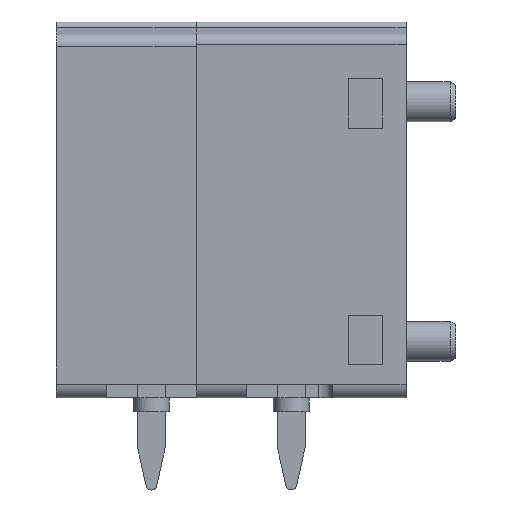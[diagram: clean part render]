
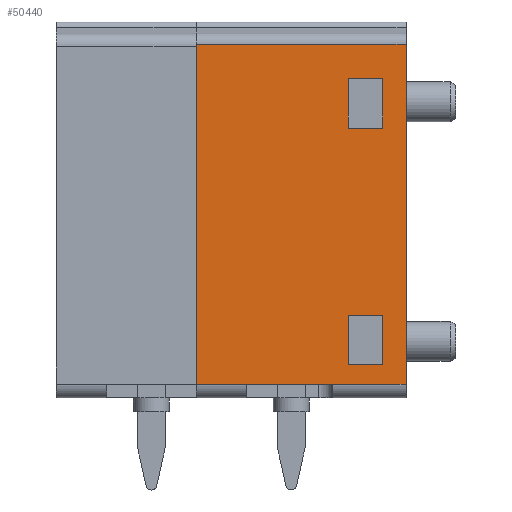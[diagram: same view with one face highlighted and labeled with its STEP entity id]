
A CAD part, front view. The second image highlights one B-rep face of the part: STEP entity #50440.
In plain terms, the highlighted planar face has unit normal (0, -1, 0).
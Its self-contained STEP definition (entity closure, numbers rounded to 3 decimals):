
#24310=CARTESIAN_POINT('',(-50.958,23.741,0.));
#24320=VERTEX_POINT('',#24310);
#24480=CARTESIAN_POINT('',(-50.958,23.741,7.62));
#24490=VERTEX_POINT('',#24480);
#24520=CARTESIAN_POINT('',(-50.958,23.741,0.));
#24530=DIRECTION('',(0.,0.,1.));
#24540=VECTOR('',#24530,1.);
#24550=LINE('',#24520,#24540);
#24560=EDGE_CURVE('',#24320,#24490,#24550,.T.);
#26090=CARTESIAN_POINT('',(-49.703,23.741,5.52));
#26100=VERTEX_POINT('',#26090);
#26150=CARTESIAN_POINT('',(-49.703,23.741,0.));
#26160=DIRECTION('',(0.,0.,1.));
#26170=VECTOR('',#26160,1.);
#26180=LINE('',#26150,#26170);
#26190=CARTESIAN_POINT('',(-49.703,23.741,6.78));
#26200=VERTEX_POINT('',#26190);
#26210=EDGE_CURVE('',#26100,#26200,#26180,.T.);
#26580=CARTESIAN_POINT('',(-47.903,23.741,6.78));
#26590=VERTEX_POINT('',#26580);
#26620=CARTESIAN_POINT('',(-47.903,23.741,0.));
#26630=DIRECTION('',(0.,0.,1.));
#26640=VECTOR('',#26630,1.);
#26650=LINE('',#26620,#26640);
#26660=CARTESIAN_POINT('',(-47.903,23.741,5.52));
#26670=VERTEX_POINT('',#26660);
#26680=EDGE_CURVE('',#26670,#26590,#26650,.T.);
#30080=CARTESIAN_POINT('',(0.,23.741,6.78));
#30090=DIRECTION('',(-1.,0.,0.));
#30100=VECTOR('',#30090,1.);
#30110=LINE('',#30080,#30100);
#30120=EDGE_CURVE('',#26590,#26200,#30110,.T.);
#33330=CARTESIAN_POINT('',(-41.103,23.741,5.52));
#33340=VERTEX_POINT('',#33330);
#33390=CARTESIAN_POINT('',(-41.103,23.741,0.));
#33400=DIRECTION('',(0.,0.,1.));
#33410=VECTOR('',#33400,1.);
#33420=LINE('',#33390,#33410);
#33430=CARTESIAN_POINT('',(-41.103,23.741,6.78));
#33440=VERTEX_POINT('',#33430);
#33450=EDGE_CURVE('',#33340,#33440,#33420,.T.);
#36930=CARTESIAN_POINT('',(-39.303,23.741,5.52));
#36940=VERTEX_POINT('',#36930);
#36970=CARTESIAN_POINT('',(0.,23.741,5.52));
#36980=DIRECTION('',(-1.,0.,0.));
#36990=VECTOR('',#36980,1.);
#37000=LINE('',#36970,#36990);
#37010=EDGE_CURVE('',#36940,#33340,#37000,.T.);
#41500=CARTESIAN_POINT('',(-38.608,23.741,7.62));
#41510=VERTEX_POINT('',#41500);
#41540=CARTESIAN_POINT('',(0.,23.741,7.62));
#41550=DIRECTION('',(-1.,0.,0.));
#41560=VECTOR('',#41550,1.);
#41570=LINE('',#41540,#41560);
#41580=EDGE_CURVE('',#41510,#24490,#41570,.T.);
#43190=CARTESIAN_POINT('',(0.,23.741,6.78));
#43200=DIRECTION('',(1.,0.,0.));
#43210=VECTOR('',#43200,1.);
#43220=LINE('',#43190,#43210);
#43230=CARTESIAN_POINT('',(-39.303,23.741,6.78));
#43240=VERTEX_POINT('',#43230);
#43250=EDGE_CURVE('',#33440,#43240,#43220,.T.);
#46360=CARTESIAN_POINT('',(-38.608,23.741,1.82));
#46370=VERTEX_POINT('',#46360);
#46400=CARTESIAN_POINT('',(-38.608,23.741,0.));
#46410=DIRECTION('',(0.,0.,-1.));
#46420=VECTOR('',#46410,1.);
#46430=LINE('',#46400,#46420);
#46440=CARTESIAN_POINT('',(-38.608,23.741,4.95));
#46450=VERTEX_POINT('',#46440);
#46460=EDGE_CURVE('',#46450,#46370,#46430,.T.);
#47670=CARTESIAN_POINT('',(0.,23.741,5.52));
#47680=DIRECTION('',(-1.,0.,0.));
#47690=VECTOR('',#47680,1.);
#47700=LINE('',#47670,#47690);
#47710=EDGE_CURVE('',#26670,#26100,#47700,.T.);
#49970=CARTESIAN_POINT('',(-47.6,23.741,
5.307));
#49980=DIRECTION('',(0.,-1.,0.));
#49990=DIRECTION('',(1.,0.,0.));
#50000=AXIS2_PLACEMENT_3D('',#49970,#49980,#49990);
#50010=PLANE('',#50000);
#50020=ORIENTED_EDGE('',*,*,#46460,.F.);
#50030=CARTESIAN_POINT('',(-38.608,23.741,0.));
#50040=DIRECTION('',(0.,0.,-1.));
#50050=VECTOR('',#50040,1.);
#50060=LINE('',#50030,#50050);
#50070=CARTESIAN_POINT('',(-38.608,23.741,0.));
#50080=VERTEX_POINT('',#50070);
#50090=EDGE_CURVE('',#46370,#50080,#50060,.T.);
#50100=ORIENTED_EDGE('',*,*,#50090,.F.);
#50110=CARTESIAN_POINT('',(0.,23.741,0.));
#50120=DIRECTION('',(1.,0.,0.));
#50130=VECTOR('',#50120,1.);
#50140=LINE('',#50110,#50130);
#50150=EDGE_CURVE('',#24320,#50080,#50140,.T.);
#50160=ORIENTED_EDGE('',*,*,#50150,.T.);
#50170=ORIENTED_EDGE('',*,*,#24560,.F.);
#50180=ORIENTED_EDGE('',*,*,#41580,.T.);
#50190=CARTESIAN_POINT('',(-38.608,23.741,0.));
#50200=DIRECTION('',(0.,0.,-1.));
#50210=VECTOR('',#50200,1.);
#50220=LINE('',#50190,#50210);
#50230=EDGE_CURVE('',#41510,#46450,#50220,.T.);
#50240=ORIENTED_EDGE('',*,*,#50230,.F.);
#50250=EDGE_LOOP('',(#50240,#50180,#50170,#50160,#50100,#50020));
#50260=FACE_OUTER_BOUND('',#50250,.T.);
#50270=ORIENTED_EDGE('',*,*,#37010,.T.);
#50280=CARTESIAN_POINT('',(-39.303,23.741,0.));
#50290=DIRECTION('',(0.,0.,1.));
#50300=VECTOR('',#50290,1.);
#50310=LINE('',#50280,#50300);
#50320=EDGE_CURVE('',#36940,#43240,#50310,.T.);
#50330=ORIENTED_EDGE('',*,*,#50320,.F.);
#50340=ORIENTED_EDGE('',*,*,#43250,.T.);
#50350=ORIENTED_EDGE('',*,*,#33450,.T.);
#50360=EDGE_LOOP('',(#50350,#50340,#50330,#50270));
#50370=FACE_BOUND('',#50360,.T.);
#50380=ORIENTED_EDGE('',*,*,#30120,.F.);
#50390=ORIENTED_EDGE('',*,*,#26210,.T.);
#50400=ORIENTED_EDGE('',*,*,#47710,.T.);
#50410=ORIENTED_EDGE('',*,*,#26680,.F.);
#50420=EDGE_LOOP('',(#50410,#50400,#50390,#50380));
#50430=FACE_BOUND('',#50420,.T.);
#50440=ADVANCED_FACE('',(#50260,#50370,#50430),#50010,.T.);
